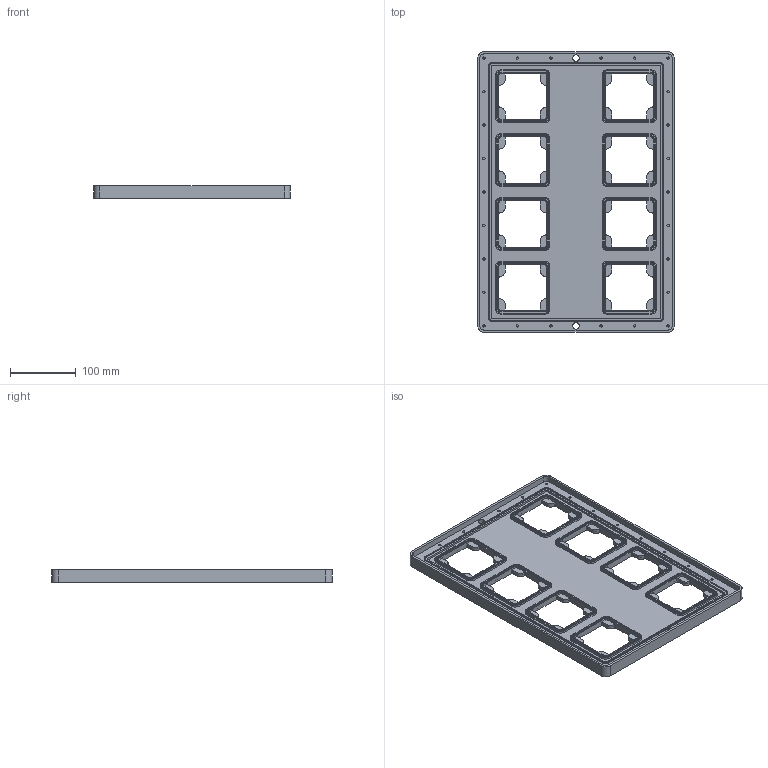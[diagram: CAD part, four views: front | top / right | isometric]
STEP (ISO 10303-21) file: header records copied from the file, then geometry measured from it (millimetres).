
FILE_DESCRIPTION (( 'STEP AP203' ), '1' );
FILE_NAME ('back_panel_cover.STEP', '2016-09-30T05:39:54', ( '' ), ( '' ), 'SwSTEP 2.0', 'SolidWorks 2015', '' );
FILE_SCHEMA (( 'CONFIG_CONTROL_DESIGN' ));
Length unit declared in the file: inch
Products named in the file (1): back_panel_cover
Bounding box: 298.45 x 425.45 x 19.05 mm (x, y, z)
Volume: 724461.9 mm3; surface area: 279805.2 mm2
Topology: 1 solids, 1 shells, 1000 faces, 2688 edges, 1792 vertices
Faces by surface type: cylinder 556, plane 444
Entity records: 31843 total; most frequent: DIRECTION 5802, CARTESIAN_POINT 5481, ORIENTED_EDGE 5376, EDGE_CURVE 2688, AXIS2_PLACEMENT_3D 2113, VERTEX_POINT 1792, LINE 1576, VECTOR 1576
